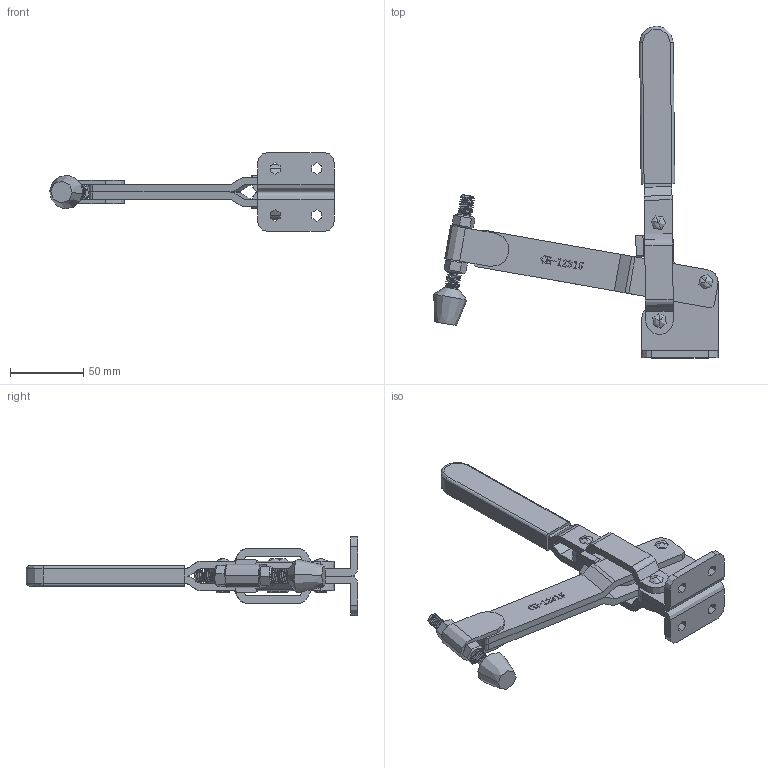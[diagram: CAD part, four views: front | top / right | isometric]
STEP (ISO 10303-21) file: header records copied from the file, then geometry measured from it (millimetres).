
FILE_DESCRIPTION (( 'STEP AP203' ), '1' );
FILE_NAME ('CH-12315.STEP', '2020-03-13T12:45:48', ( 'User' ), ( 'china' ), 'SwSTEP 2.0', 'SolidWorks 2018', '' );
FILE_SCHEMA (( 'CONFIG_CONTROL_DESIGN' ));
Length unit declared in the file: millimetre
Products named in the file (28): 酘蟀裝; 320BR; 楊擘釱02; 衵蟀裝; 楊擘釱01; CH-12315; í; ѹ; 杶; 揤蹟佪芛; 蹟譫; CH-12315揤參
Assembly tree (17 placements, depth 2):
  320BR
  楊擘釱01
  CH-12315
    ѹ
    酘蟀裝
    衵蟀裝
    í  x4
    杶
    揤蹟佪芛
    蹟譫  x2
    CH-12315揤參
    320BR
    楊擘釱01
    楊擘釱02
  楊擘釱02
  í
Bounding box: 194.66 x 227.09 x 54 mm (x, y, z)
Volume: 161252.7 mm3; surface area: 85721.5 mm2
Topology: 15 solids, 16 shells, 841 faces, 2304 edges, 1516 vertices
Faces by surface type: plane 350, cylinder 251, bspline 167, cone 47, torus 26
Entity records: 38657 total; most frequent: CARTESIAN_POINT 17850, ORIENTED_EDGE 4222, DIRECTION 3139, EDGE_CURVE 2111, VERTEX_POINT 1396, LINE 1235, VECTOR 1235, AXIS2_PLACEMENT_3D 952
